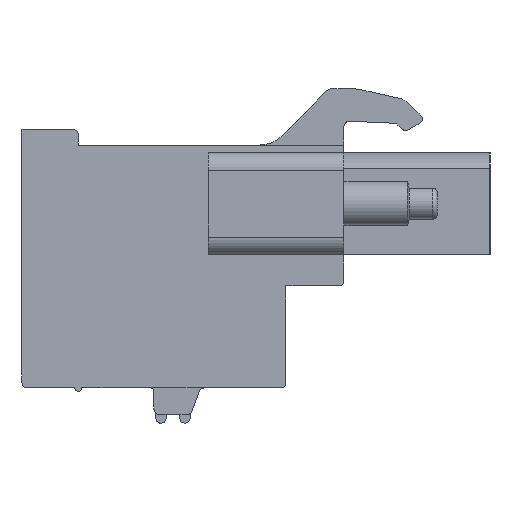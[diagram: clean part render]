
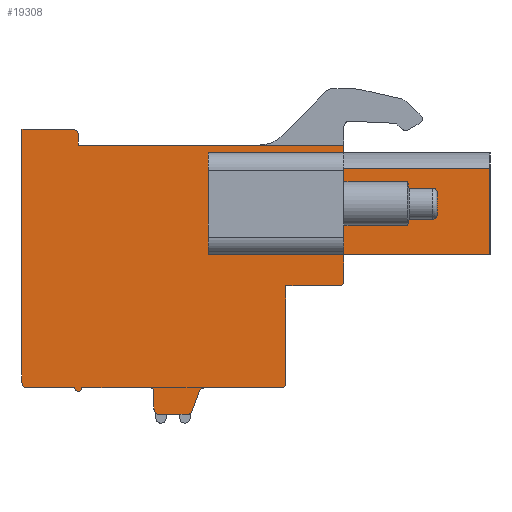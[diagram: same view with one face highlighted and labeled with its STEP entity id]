
A CAD part, left-side view. The second image highlights one B-rep face of the part: STEP entity #19308.
In plain terms, the highlighted planar face has unit normal (-1, 0, 0).
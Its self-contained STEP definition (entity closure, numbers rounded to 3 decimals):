
#1=DIRECTION('',(0.,-1.,0.));
#2=VECTOR('',#1,6.1);
#3=CARTESIAN_POINT('',(0.,2.04,0.73));
#4=LINE('',#3,#2);
#5=DIRECTION('',(0.,0.,1.));
#6=VECTOR('',#5,5.8);
#7=CARTESIAN_POINT('',(0.,-4.06,0.73));
#8=LINE('',#7,#6);
#9=DIRECTION('',(0.,1.,0.));
#10=VECTOR('',#9,6.1);
#11=CARTESIAN_POINT('',(0.,-4.06,6.53));
#12=LINE('',#11,#10);
#13=CARTESIAN_POINT('',(0.,-2.06,-6.54));
#14=DIRECTION('',(1.,0.,0.));
#15=DIRECTION('',(0.,-1.,0.));
#16=AXIS2_PLACEMENT_3D('',#13,#14,#15);
#18=DIRECTION('',(0.,1.,0.));
#19=VECTOR('',#18,4.34);
#20=CARTESIAN_POINT('',(0.,-2.06,-6.84));
#21=LINE('',#20,#19);
#22=CARTESIAN_POINT('',(0.,2.28,-7.14));
#23=DIRECTION('',(-1.,0.,0.));
#24=DIRECTION('',(0.,0.,1.));
#25=AXIS2_PLACEMENT_3D('',#22,#23,#24);
#27=DIRECTION('',(0.,0.345,-0.939));
#28=VECTOR('',#27,1.179);
#29=CARTESIAN_POINT('',(0.,2.562,-7.037));
#30=LINE('',#29,#28);
#31=CARTESIAN_POINT('',(0.,3.25,-8.04));
#32=DIRECTION('',(1.,0.,0.));
#33=DIRECTION('',(0.,-0.939,-0.345));
#34=AXIS2_PLACEMENT_3D('',#31,#32,#33);
#36=DIRECTION('',(0.,1.,0.));
#37=VECTOR('',#36,1.59);
#38=CARTESIAN_POINT('',(0.,3.25,-8.34));
#39=LINE('',#38,#37);
#40=CARTESIAN_POINT('',(0.,4.84,-8.04));
#41=DIRECTION('',(1.,0.,0.));
#42=DIRECTION('',(0.,0.,-1.));
#43=AXIS2_PLACEMENT_3D('',#40,#41,#42);
#45=DIRECTION('',(0.,0.,1.));
#46=VECTOR('',#45,1.);
#47=CARTESIAN_POINT('',(0.,5.14,-8.04));
#48=LINE('',#47,#46);
#49=CARTESIAN_POINT('',(0.,5.34,-7.04));
#50=DIRECTION('',(-1.,0.,0.));
#51=DIRECTION('',(0.,-1.,0.));
#52=AXIS2_PLACEMENT_3D('',#49,#50,#51);
#54=DIRECTION('',(0.,1.,0.));
#55=VECTOR('',#54,3.9);
#56=CARTESIAN_POINT('',(0.,5.34,-6.84));
#57=LINE('',#56,#55);
#58=CARTESIAN_POINT('',(0.,9.44,-6.84));
#59=DIRECTION('',(1.,0.,0.));
#60=DIRECTION('',(0.,-1.,0.));
#61=AXIS2_PLACEMENT_3D('',#58,#59,#60);
#63=DIRECTION('',(0.,1.,0.));
#64=VECTOR('',#63,2.7);
#65=CARTESIAN_POINT('',(0.,9.64,-6.84));
#66=LINE('',#65,#64);
#67=CARTESIAN_POINT('',(0.,12.34,-6.54));
#68=DIRECTION('',(1.,0.,0.));
#69=DIRECTION('',(0.,0.,-1.));
#70=AXIS2_PLACEMENT_3D('',#67,#68,#69);
#72=DIRECTION('',(0.,0.,1.));
#73=VECTOR('',#72,0.5);
#74=CARTESIAN_POINT('',(0.,12.64,-6.54));
#75=LINE('',#74,#73);
#76=DIRECTION('',(0.,0.,1.));
#77=VECTOR('',#76,13.9);
#78=CARTESIAN_POINT('',(0.,12.64,-6.04));
#79=LINE('',#78,#77);
#80=DIRECTION('',(0.,-1.,0.));
#81=VECTOR('',#80,2.9);
#82=CARTESIAN_POINT('',(0.,12.64,7.86));
#83=LINE('',#82,#81);
#84=CARTESIAN_POINT('',(0.,9.74,7.56));
#85=DIRECTION('',(1.,0.,0.));
#86=DIRECTION('',(0.,0.,1.));
#87=AXIS2_PLACEMENT_3D('',#84,#85,#86);
#89=DIRECTION('',(0.,0.,-1.));
#90=VECTOR('',#89,0.6);
#91=CARTESIAN_POINT('',(0.,9.44,7.56));
#92=LINE('',#91,#90);
#93=DIRECTION('',(0.,-1.,0.));
#94=VECTOR('',#93,15.1);
#95=CARTESIAN_POINT('',(0.,9.44,6.96));
#96=LINE('',#95,#94);
#97=DIRECTION('',(0.,0.,-1.));
#98=VECTOR('',#97,1.325);
#99=CARTESIAN_POINT('',(0.,-5.66,6.96));
#100=LINE('',#99,#98);
#101=DIRECTION('',(0.,1.,0.));
#102=VECTOR('',#101,8.3);
#103=CARTESIAN_POINT('',(0.,-13.96,5.635));
#104=LINE('',#103,#102);
#105=DIRECTION('',(0.,1.,0.));
#106=VECTOR('',#105,8.3);
#107=CARTESIAN_POINT('',(0.,-13.96,0.73));
#108=LINE('',#107,#106);
#109=DIRECTION('',(0.,0.,-1.));
#110=VECTOR('',#109,1.47);
#111=CARTESIAN_POINT('',(0.,-5.66,0.73));
#112=LINE('',#111,#110);
#113=CARTESIAN_POINT('',(0.,-5.36,-0.74));
#114=DIRECTION('',(-1.,0.,0.));
#115=DIRECTION('',(0.,0.,-1.));
#116=AXIS2_PLACEMENT_3D('',#113,#114,#115);
#439=DIRECTION('',(0.,0.,1.));
#440=VECTOR('',#439,5.8);
#441=CARTESIAN_POINT('',(0.,2.04,0.73));
#442=LINE('',#441,#440);
#776=DIRECTION('',(0.,-1.,0.));
#777=VECTOR('',#776,3.);
#778=CARTESIAN_POINT('',(0.,-2.36,-1.04));
#779=LINE('',#778,#777);
#2188=DIRECTION('',(0.,0.,1.));
#2189=VECTOR('',#2188,4.905);
#2190=CARTESIAN_POINT('',(0.,-13.96,0.73));
#2191=LINE('',#2190,#2189);
#4655=DIRECTION('',(0.,0.,1.));
#4656=VECTOR('',#4655,5.5);
#4657=CARTESIAN_POINT('',(0.,-2.36,-6.54));
#4658=LINE('',#4657,#4656);
#14657=CARTESIAN_POINT('',(0.,12.34,-6.84));
#14658=CARTESIAN_POINT('',(0.,12.64,-6.54));
#14659=VERTEX_POINT('',#14657);
#14660=VERTEX_POINT('',#14658);
#14661=CARTESIAN_POINT('',(0.,12.64,-6.04));
#14662=VERTEX_POINT('',#14661);
#14663=CARTESIAN_POINT('',(0.,12.64,7.86));
#14664=VERTEX_POINT('',#14663);
#14665=CARTESIAN_POINT('',(0.,9.74,7.86));
#14666=VERTEX_POINT('',#14665);
#14667=CARTESIAN_POINT('',(0.,9.44,7.56));
#14668=VERTEX_POINT('',#14667);
#14669=CARTESIAN_POINT('',(0.,9.44,6.96));
#14670=VERTEX_POINT('',#14669);
#14671=CARTESIAN_POINT('',(0.,-5.66,6.96));
#14672=VERTEX_POINT('',#14671);
#14673=CARTESIAN_POINT('',(0.,-2.36,-6.54));
#14674=CARTESIAN_POINT('',(0.,-2.06,-6.84));
#14675=VERTEX_POINT('',#14673);
#14676=VERTEX_POINT('',#14674);
#14677=CARTESIAN_POINT('',(0.,2.28,-6.84));
#14678=VERTEX_POINT('',#14677);
#14679=CARTESIAN_POINT('',(0.,2.562,-7.037));
#14680=VERTEX_POINT('',#14679);
#14681=CARTESIAN_POINT('',(0.,2.968,-8.143));
#14682=VERTEX_POINT('',#14681);
#14683=CARTESIAN_POINT('',(0.,3.25,-8.34));
#14684=VERTEX_POINT('',#14683);
#14685=CARTESIAN_POINT('',(0.,4.84,-8.34));
#14686=VERTEX_POINT('',#14685);
#14687=CARTESIAN_POINT('',(0.,5.14,-8.04));
#14688=VERTEX_POINT('',#14687);
#14689=CARTESIAN_POINT('',(0.,5.14,-7.04));
#14690=VERTEX_POINT('',#14689);
#14691=CARTESIAN_POINT('',(0.,5.34,-6.84));
#14692=VERTEX_POINT('',#14691);
#14693=CARTESIAN_POINT('',(0.,9.24,-6.84));
#14694=VERTEX_POINT('',#14693);
#14695=CARTESIAN_POINT('',(0.,9.64,-6.84));
#14696=VERTEX_POINT('',#14695);
#14761=CARTESIAN_POINT('',(0.,-13.96,0.73));
#14762=VERTEX_POINT('',#14761);
#14763=CARTESIAN_POINT('',(0.,-5.66,0.73));
#14764=VERTEX_POINT('',#14763);
#14989=CARTESIAN_POINT('',(0.,-13.96,5.635));
#14991=VERTEX_POINT('',#14989);
#18925=CARTESIAN_POINT('',(0.,2.04,0.73));
#18926=CARTESIAN_POINT('',(0.,2.04,6.53));
#18927=VERTEX_POINT('',#18925);
#18928=VERTEX_POINT('',#18926);
#18933=CARTESIAN_POINT('',(0.,-4.06,0.73));
#18935=VERTEX_POINT('',#18933);
#18937=CARTESIAN_POINT('',(0.,-4.06,6.53));
#18939=VERTEX_POINT('',#18937);
#18941=CARTESIAN_POINT('',(0.,-5.66,5.635));
#18942=VERTEX_POINT('',#18941);
#19089=CARTESIAN_POINT('',(0.,-5.36,-1.04));
#19090=CARTESIAN_POINT('',(0.,-5.66,-0.74));
#19091=VERTEX_POINT('',#19089);
#19092=VERTEX_POINT('',#19090);
#19093=CARTESIAN_POINT('',(0.,-2.36,-1.04));
#19094=VERTEX_POINT('',#19093);
#19237=CARTESIAN_POINT('',(0.,0.,0.));
#19238=DIRECTION('',(1.,0.,0.));
#19239=DIRECTION('',(0.,-1.,0.));
#19240=AXIS2_PLACEMENT_3D('',#19237,#19238,#19239);
#19241=PLANE('',#19240);
#19243=ORIENTED_EDGE('',*,*,#19242,.F.);
#19245=ORIENTED_EDGE('',*,*,#19244,.F.);
#19247=ORIENTED_EDGE('',*,*,#19246,.T.);
#19249=ORIENTED_EDGE('',*,*,#19248,.T.);
#19251=ORIENTED_EDGE('',*,*,#19250,.T.);
#19253=ORIENTED_EDGE('',*,*,#19252,.T.);
#19255=ORIENTED_EDGE('',*,*,#19254,.T.);
#19257=ORIENTED_EDGE('',*,*,#19256,.T.);
#19259=ORIENTED_EDGE('',*,*,#19258,.T.);
#19261=ORIENTED_EDGE('',*,*,#19260,.T.);
#19263=ORIENTED_EDGE('',*,*,#19262,.T.);
#19265=ORIENTED_EDGE('',*,*,#19264,.T.);
#19267=ORIENTED_EDGE('',*,*,#19266,.T.);
#19269=ORIENTED_EDGE('',*,*,#19268,.T.);
#19271=ORIENTED_EDGE('',*,*,#19270,.T.);
#19273=ORIENTED_EDGE('',*,*,#19272,.T.);
#19275=ORIENTED_EDGE('',*,*,#19274,.T.);
#19277=ORIENTED_EDGE('',*,*,#19276,.T.);
#19279=ORIENTED_EDGE('',*,*,#19278,.T.);
#19281=ORIENTED_EDGE('',*,*,#19280,.T.);
#19283=ORIENTED_EDGE('',*,*,#19282,.T.);
#19285=ORIENTED_EDGE('',*,*,#19284,.T.);
#19287=ORIENTED_EDGE('',*,*,#19286,.F.);
#19289=ORIENTED_EDGE('',*,*,#19288,.F.);
#19291=ORIENTED_EDGE('',*,*,#19290,.T.);
#19293=ORIENTED_EDGE('',*,*,#19292,.T.);
#19295=ORIENTED_EDGE('',*,*,#19294,.F.);
#19296=EDGE_LOOP('',(#19243,#19245,#19247,#19249,#19251,#19253,#19255,#19257,
#19259,#19261,#19263,#19265,#19267,#19269,#19271,#19273,#19275,#19277,#19279,
#19281,#19283,#19285,#19287,#19289,#19291,#19293,#19295));
#19297=FACE_OUTER_BOUND('',#19296,.F.);
#19299=ORIENTED_EDGE('',*,*,#19298,.T.);
#19301=ORIENTED_EDGE('',*,*,#19300,.T.);
#19303=ORIENTED_EDGE('',*,*,#19302,.T.);
#19305=ORIENTED_EDGE('',*,*,#19304,.F.);
#19306=EDGE_LOOP('',(#19299,#19301,#19303,#19305));
#19307=FACE_BOUND('',#19306,.F.);
#19308=ADVANCED_FACE('',(#19297,#19307),#19241,.F.);
#17=CIRCLE('',#16,0.3);
#26=CIRCLE('',#25,0.3);
#35=CIRCLE('',#34,0.3);
#44=CIRCLE('',#43,0.3);
#53=CIRCLE('',#52,0.2);
#62=CIRCLE('',#61,0.2);
#71=CIRCLE('',#70,0.3);
#88=CIRCLE('',#87,0.3);
#117=CIRCLE('',#116,0.3);
#19242=EDGE_CURVE('',#19094,#19091,#779,.T.);
#19244=EDGE_CURVE('',#14675,#19094,#4658,.T.);
#19246=EDGE_CURVE('',#14675,#14676,#17,.T.);
#19248=EDGE_CURVE('',#14676,#14678,#21,.T.);
#19250=EDGE_CURVE('',#14678,#14680,#26,.T.);
#19252=EDGE_CURVE('',#14680,#14682,#30,.T.);
#19254=EDGE_CURVE('',#14682,#14684,#35,.T.);
#19256=EDGE_CURVE('',#14684,#14686,#39,.T.);
#19258=EDGE_CURVE('',#14686,#14688,#44,.T.);
#19260=EDGE_CURVE('',#14688,#14690,#48,.T.);
#19262=EDGE_CURVE('',#14690,#14692,#53,.T.);
#19264=EDGE_CURVE('',#14692,#14694,#57,.T.);
#19266=EDGE_CURVE('',#14694,#14696,#62,.T.);
#19268=EDGE_CURVE('',#14696,#14659,#66,.T.);
#19270=EDGE_CURVE('',#14659,#14660,#71,.T.);
#19272=EDGE_CURVE('',#14660,#14662,#75,.T.);
#19274=EDGE_CURVE('',#14662,#14664,#79,.T.);
#19276=EDGE_CURVE('',#14664,#14666,#83,.T.);
#19278=EDGE_CURVE('',#14666,#14668,#88,.T.);
#19280=EDGE_CURVE('',#14668,#14670,#92,.T.);
#19282=EDGE_CURVE('',#14670,#14672,#96,.T.);
#19284=EDGE_CURVE('',#14672,#18942,#100,.T.);
#19286=EDGE_CURVE('',#14991,#18942,#104,.T.);
#19288=EDGE_CURVE('',#14762,#14991,#2191,.T.);
#19290=EDGE_CURVE('',#14762,#14764,#108,.T.);
#19292=EDGE_CURVE('',#14764,#19092,#112,.T.);
#19294=EDGE_CURVE('',#19091,#19092,#117,.T.);
#19298=EDGE_CURVE('',#18927,#18935,#4,.T.);
#19300=EDGE_CURVE('',#18935,#18939,#8,.T.);
#19302=EDGE_CURVE('',#18939,#18928,#12,.T.);
#19304=EDGE_CURVE('',#18927,#18928,#442,.T.);
